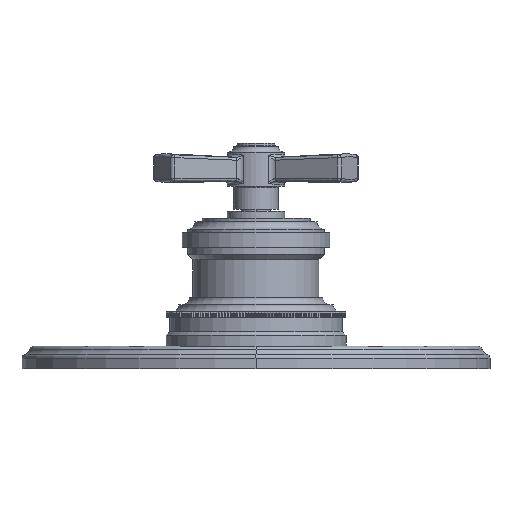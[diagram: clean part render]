
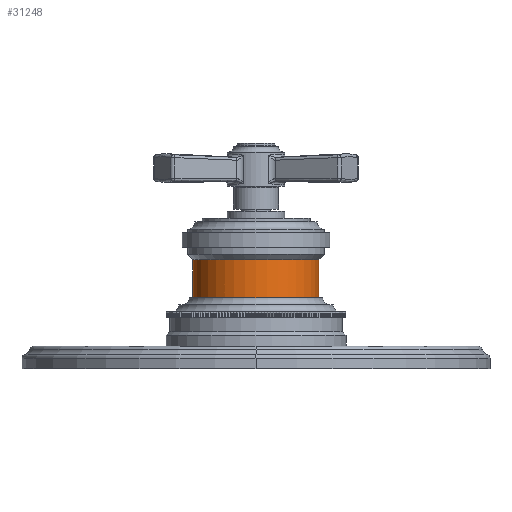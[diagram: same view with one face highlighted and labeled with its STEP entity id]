
A CAD part, front view. The second image highlights one B-rep face of the part: STEP entity #31248.
In plain terms, the highlighted cylindrical face has radius 22.225 mm (diameter 44.45 mm), a partial arc.
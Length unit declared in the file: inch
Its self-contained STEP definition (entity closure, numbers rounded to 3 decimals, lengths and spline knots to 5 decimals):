
#10743=CARTESIAN_POINT('',(0.,0.,0.988));
#10744=DIRECTION('',(0.,0.,1.));
#10745=DIRECTION('',(-1.,0.,0.));
#10746=AXIS2_PLACEMENT_3D('',#10743,#10744,#10745);
#10753=DIRECTION('',(0.,0.,-1.));
#10754=VECTOR('',#10753,0.525);
#10755=CARTESIAN_POINT('',(-0.875,0.,1.513));
#10756=LINE('',#10755,#10754);
#10757=CARTESIAN_POINT('',(0.,0.,1.513));
#10758=DIRECTION('',(0.,0.,-1.));
#10759=DIRECTION('',(1.,0.,0.));
#10760=AXIS2_PLACEMENT_3D('',#10757,#10758,#10759);
#10762=DIRECTION('',(0.,0.,-1.));
#10763=VECTOR('',#10762,0.525);
#10764=CARTESIAN_POINT('',(0.875,0.,1.513));
#10765=LINE('',#10764,#10763);
#16080=CARTESIAN_POINT('',(0.875,0.,1.513));
#16081=VERTEX_POINT('',#16080);
#16100=CARTESIAN_POINT('',(-0.875,0.,1.513));
#16101=VERTEX_POINT('',#16100);
#16114=CARTESIAN_POINT('',(0.875,0.,0.988));
#16115=CARTESIAN_POINT('',(-0.875,0.,0.988));
#16116=VERTEX_POINT('',#16114);
#16117=VERTEX_POINT('',#16115);
#31236=CARTESIAN_POINT('',(0.,0.,0.928));
#31237=DIRECTION('',(0.,0.,1.));
#31238=DIRECTION('',(-1.,0.,0.));
#31239=AXIS2_PLACEMENT_3D('',#31236,#31237,#31238);
#31240=CYLINDRICAL_SURFACE('',#31239,0.875);
#31241=ORIENTED_EDGE('',*,*,#31216,.F.);
#31242=ORIENTED_EDGE('',*,*,#31231,.F.);
#31244=ORIENTED_EDGE('',*,*,#31243,.F.);
#31245=ORIENTED_EDGE('',*,*,#31227,.T.);
#31246=EDGE_LOOP('',(#31241,#31242,#31244,#31245));
#31247=FACE_OUTER_BOUND('',#31246,.F.);
#31248=ADVANCED_FACE('',(#31247),#31240,.T.);
#10747=CIRCLE('',#10746,0.875);
#10761=CIRCLE('',#10760,0.875);
#31216=EDGE_CURVE('',#16117,#16116,#10747,.T.);
#31227=EDGE_CURVE('',#16081,#16116,#10765,.T.);
#31231=EDGE_CURVE('',#16101,#16117,#10756,.T.);
#31243=EDGE_CURVE('',#16081,#16101,#10761,.T.);
